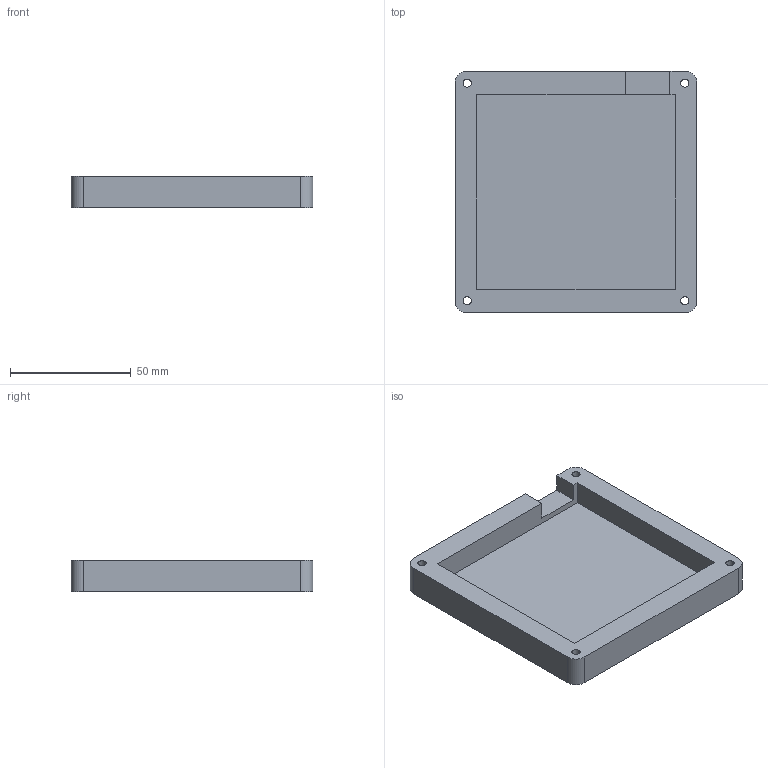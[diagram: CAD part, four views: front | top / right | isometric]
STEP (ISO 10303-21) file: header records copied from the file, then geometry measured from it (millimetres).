
FILE_DESCRIPTION(/* description */ (''),/* implementation_level */ '2;1');
FILE_NAME(/* name */ 'bottom.step',/* time_stamp */ '2025-05-21T19:34:41+08:00',/* author */ (''),/* organization */ (''),/* preprocessor_version */ 'ST-DEVELOPER v20.1',/* originating_system */ 'Autodesk Translation Framework v14.10.0.0',/* authorisation */ '');
FILE_SCHEMA (('AUTOMOTIVE_DESIGN { 1 0 10303 214 3 1 1 }'));
Length unit declared in the file: millimetre
Products named in the file (2): 2025-05-21-18-43-24-065; 2025-05-21-18-45-22-505
Bounding box: 100 x 100 x 13 mm (x, y, z)
Volume: 61613.8 mm3; surface area: 28836.3 mm2
Topology: 1 solids, 1 shells, 501 faces, 1398 edges, 932 vertices
Faces by surface type: bspline 316, plane 173, cylinder 12
Full cylindrical faces by diameter (mm): 3.4 x4, 6 x4
Entity records: 18985 total; most frequent: CARTESIAN_POINT 8206, ORIENTED_EDGE 2796, EDGE_CURVE 1398, DIRECTION 1166, VERTEX_POINT 932, LINE 742, VECTOR 742, B_SPLINE_CURVE_WITH_KNOTS 632
